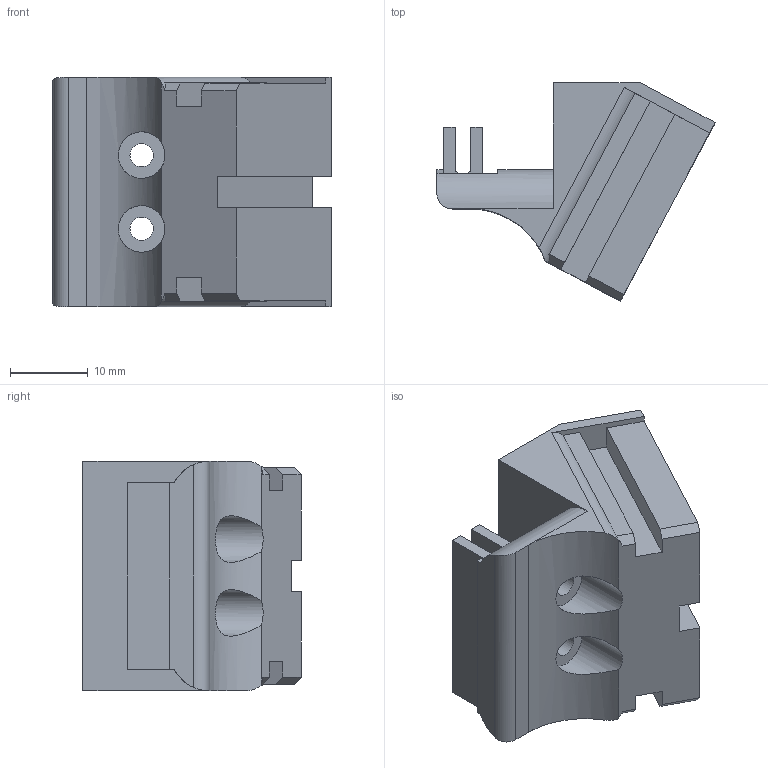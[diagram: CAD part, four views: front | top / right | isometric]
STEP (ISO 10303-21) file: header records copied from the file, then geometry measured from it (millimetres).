
FILE_DESCRIPTION(/* description */ (''),/* implementation_level */ '2;1');
FILE_NAME(/* name */ '28degree go pro mount EON style.stp',/* time_stamp */ '2021-03-18T18:24:53-04:00',/* author */ ('dkiiv'),/* organization */ (''),/* preprocessor_version */ 'ST-DEVELOPER v18',/* originating_system */ 'Autodesk Inventor 2020',/* authorisation */ '');
FILE_SCHEMA (('AUTOMOTIVE_DESIGN { 1 0 10303 214 3 1 1 }'));
Length unit declared in the file: millimetre
Products named in the file (1): 28degree go pro mount EON style
Bounding box: 35.81 x 28.09 x 29.5 mm (x, y, z)
Volume: 13409.6 mm3; surface area: 5220.9 mm2
Topology: 1 solids, 1 shells, 58 faces, 167 edges, 112 vertices
Faces by surface type: plane 46, cylinder 12
Full cylindrical faces by diameter (mm): 3 x2, 6 x2
Entity records: 2024 total; most frequent: CARTESIAN_POINT 436, ORIENTED_EDGE 334, DIRECTION 305, EDGE_CURVE 167, LINE 127, VECTOR 127, VERTEX_POINT 112, AXIS2_PLACEMENT_3D 89
